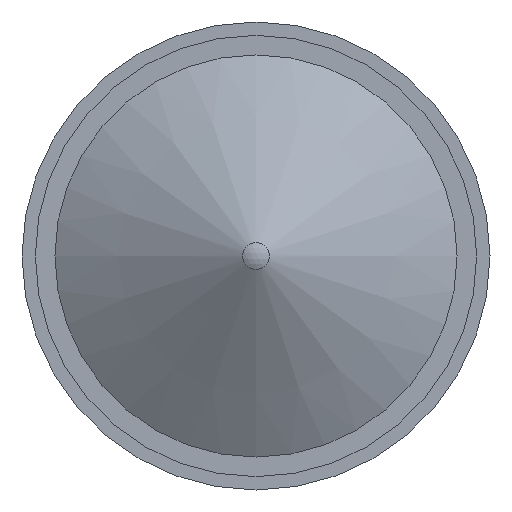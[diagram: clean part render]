
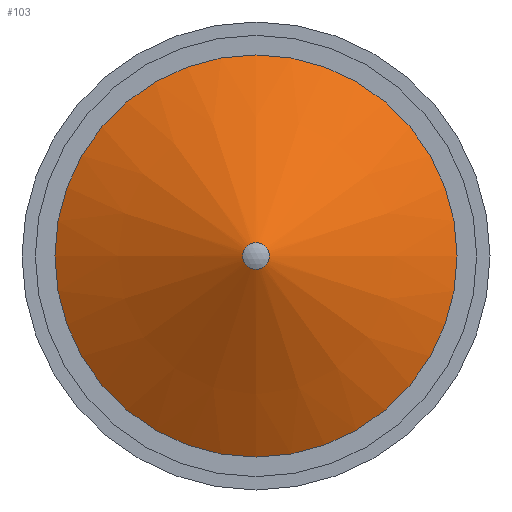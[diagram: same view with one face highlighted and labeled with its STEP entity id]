
A CAD part, front view. The second image highlights one B-rep face of the part: STEP entity #103.
In plain terms, the highlighted conical face has half-angle 60 degrees and reference radius 12.05 mm.
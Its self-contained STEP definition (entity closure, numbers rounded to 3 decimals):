
#15=CONICAL_SURFACE('',#139,12.05,1.047);
#27=FACE_OUTER_BOUND('',#36,.T.);
#36=EDGE_LOOP('',(#85,#86,#87,#88));
#42=LINE('',#201,#46);
#46=VECTOR('',#172,12.05);
#52=CIRCLE('',#138,1.5);
#53=CIRCLE('',#140,22.6);
#59=VERTEX_POINT('',#196);
#60=VERTEX_POINT('',#199);
#68=EDGE_CURVE('',#59,#59,#52,.T.);
#69=EDGE_CURVE('',#60,#60,#53,.T.);
#70=EDGE_CURVE('',#60,#59,#42,.T.);
#85=ORIENTED_EDGE('',*,*,#69,.F.);
#86=ORIENTED_EDGE('',*,*,#70,.T.);
#87=ORIENTED_EDGE('',*,*,#68,.T.);
#88=ORIENTED_EDGE('',*,*,#70,.F.);
#103=ADVANCED_FACE('',(#27),#15,.T.);
#138=AXIS2_PLACEMENT_3D('',#197,#166,#167);
#139=AXIS2_PLACEMENT_3D('',#198,#168,#169);
#140=AXIS2_PLACEMENT_3D('',#200,#170,#171);
#166=DIRECTION('center_axis',(0.,1.,0.));
#167=DIRECTION('ref_axis',(1.,0.,0.));
#168=DIRECTION('center_axis',(0.,1.,0.));
#169=DIRECTION('ref_axis',(1.,0.,0.));
#170=DIRECTION('center_axis',(0.,1.,0.));
#171=DIRECTION('ref_axis',(1.,0.,0.));
#172=DIRECTION('',(0.866,-0.5,0.));
#196=CARTESIAN_POINT('',(-1.5,0.866,0.));
#197=CARTESIAN_POINT('Origin',(0.,0.866,0.));
#198=CARTESIAN_POINT('Origin',(0.,6.957,0.));
#199=CARTESIAN_POINT('',(-22.6,13.048,0.));
#200=CARTESIAN_POINT('Origin',(0.,13.048,0.));
#201=CARTESIAN_POINT('',(-12.05,6.957,0.));
